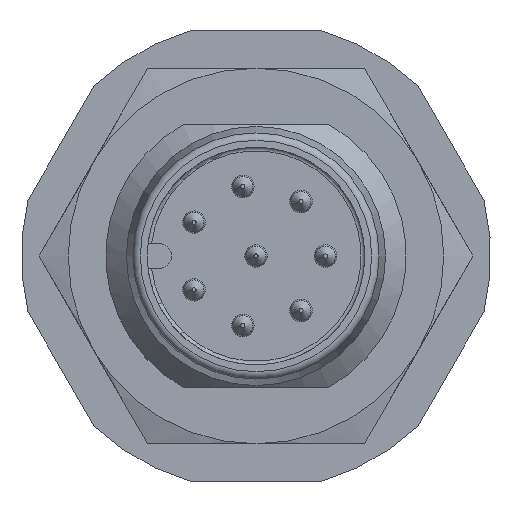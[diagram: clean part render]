
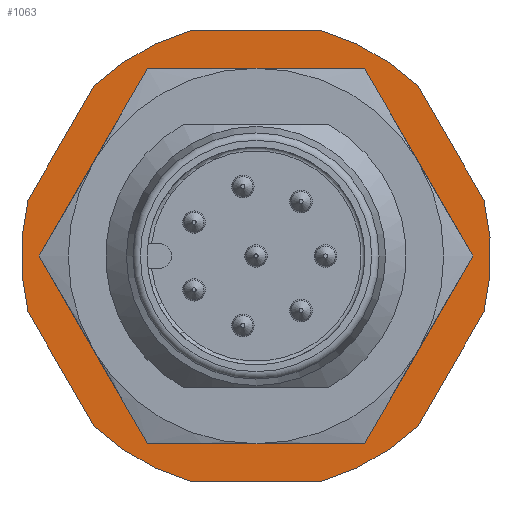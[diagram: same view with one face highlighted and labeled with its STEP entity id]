
A CAD part, front view. The second image highlights one B-rep face of the part: STEP entity #1063.
In plain terms, the highlighted planar face has unit normal (0, -1, 0).
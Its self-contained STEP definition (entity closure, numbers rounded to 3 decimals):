
#182=PLANE('',#3661);
#376=FACE_BOUND('',#1504,.T.);
#377=FACE_BOUND('',#1505,.T.);
#621=LINE('',#5977,#837);
#624=LINE('',#5985,#840);
#627=LINE('',#5993,#843);
#630=LINE('',#6001,#846);
#633=LINE('',#6009,#849);
#636=LINE('',#6017,#852);
#837=VECTOR('',#4467,1.);
#840=VECTOR('',#4476,1.);
#843=VECTOR('',#4485,1.);
#846=VECTOR('',#4494,1.);
#849=VECTOR('',#4503,1.);
#852=VECTOR('',#4512,1.);
#1063=ADVANCED_FACE('',(#376,#377),#182,.F.);
#1504=EDGE_LOOP('',(#2457));
#1505=EDGE_LOOP('',(#2458,#2459,#2460,#2461,#2462,#2463,#2464,#2465,#2466,
#2467,#2468,#2469));
#2457=ORIENTED_EDGE('',*,*,#2901,.T.);
#2458=ORIENTED_EDGE('',*,*,#3220,.T.);
#2459=ORIENTED_EDGE('',*,*,#3218,.T.);
#2460=ORIENTED_EDGE('',*,*,#3216,.T.);
#2461=ORIENTED_EDGE('',*,*,#3214,.T.);
#2462=ORIENTED_EDGE('',*,*,#3212,.T.);
#2463=ORIENTED_EDGE('',*,*,#3210,.T.);
#2464=ORIENTED_EDGE('',*,*,#3208,.T.);
#2465=ORIENTED_EDGE('',*,*,#3206,.T.);
#2466=ORIENTED_EDGE('',*,*,#3204,.T.);
#2467=ORIENTED_EDGE('',*,*,#3202,.T.);
#2468=ORIENTED_EDGE('',*,*,#3200,.T.);
#2469=ORIENTED_EDGE('',*,*,#3198,.T.);
#2560=VERTEX_POINT('',#5098);
#2776=VERTEX_POINT('',#5976);
#2777=VERTEX_POINT('',#5978);
#2778=VERTEX_POINT('',#5982);
#2779=VERTEX_POINT('',#5986);
#2780=VERTEX_POINT('',#5990);
#2781=VERTEX_POINT('',#5994);
#2782=VERTEX_POINT('',#5998);
#2783=VERTEX_POINT('',#6002);
#2784=VERTEX_POINT('',#6006);
#2785=VERTEX_POINT('',#6010);
#2786=VERTEX_POINT('',#6014);
#2787=VERTEX_POINT('',#6018);
#2901=EDGE_CURVE('',#2560,#2560,#3284,.T.);
#3198=EDGE_CURVE('',#2777,#2776,#621,.T.);
#3200=EDGE_CURVE('',#2778,#2777,#3334,.T.);
#3202=EDGE_CURVE('',#2779,#2778,#624,.T.);
#3204=EDGE_CURVE('',#2780,#2779,#3335,.T.);
#3206=EDGE_CURVE('',#2781,#2780,#627,.T.);
#3208=EDGE_CURVE('',#2782,#2781,#3336,.T.);
#3210=EDGE_CURVE('',#2783,#2782,#630,.T.);
#3212=EDGE_CURVE('',#2784,#2783,#3337,.T.);
#3214=EDGE_CURVE('',#2785,#2784,#633,.T.);
#3216=EDGE_CURVE('',#2786,#2785,#3338,.T.);
#3218=EDGE_CURVE('',#2787,#2786,#636,.T.);
#3220=EDGE_CURVE('',#2776,#2787,#3339,.T.);
#3284=CIRCLE('',#3467,3.95);
#3334=CIRCLE('',#3644,6.25);
#3335=CIRCLE('',#3647,6.25);
#3336=CIRCLE('',#3650,6.25);
#3337=CIRCLE('',#3653,6.25);
#3338=CIRCLE('',#3656,6.25);
#3339=CIRCLE('',#3659,6.25);
#3467=AXIS2_PLACEMENT_3D('',#5097,#3948,#3949);
#3644=AXIS2_PLACEMENT_3D('',#5981,#4471,#4472);
#3647=AXIS2_PLACEMENT_3D('',#5989,#4480,#4481);
#3650=AXIS2_PLACEMENT_3D('',#5997,#4489,#4490);
#3653=AXIS2_PLACEMENT_3D('',#6005,#4498,#4499);
#3656=AXIS2_PLACEMENT_3D('',#6013,#4507,#4508);
#3659=AXIS2_PLACEMENT_3D('',#6021,#4516,#4517);
#3661=AXIS2_PLACEMENT_3D('',#6023,#4520,#4521);
#3948=DIRECTION('',(0.,1.,0.));
#3949=DIRECTION('',(0.,0.,1.));
#4467=DIRECTION('',(0.5,0.,-0.866));
#4471=DIRECTION('',(0.,-1.,0.));
#4472=DIRECTION('',(-1.,0.,0.));
#4476=DIRECTION('',(-0.5,0.,-0.866));
#4480=DIRECTION('',(0.,-1.,0.));
#4481=DIRECTION('',(-1.,0.,0.));
#4485=DIRECTION('',(-1.,0.,0.));
#4489=DIRECTION('',(0.,-1.,0.));
#4490=DIRECTION('',(-1.,0.,0.));
#4494=DIRECTION('',(-0.5,0.,0.866));
#4498=DIRECTION('',(0.,-1.,0.));
#4499=DIRECTION('',(-1.,0.,0.));
#4503=DIRECTION('',(0.5,0.,0.866));
#4507=DIRECTION('',(0.,-1.,0.));
#4508=DIRECTION('',(-1.,0.,0.));
#4512=DIRECTION('',(1.,0.,0.));
#4516=DIRECTION('',(0.,-1.,0.));
#4517=DIRECTION('',(-1.,0.,0.));
#4520=DIRECTION('',(0.,1.,0.));
#4521=DIRECTION('',(0.,0.,-1.));
#5097=CARTESIAN_POINT('',(0.,9.7,0.));
#5098=CARTESIAN_POINT('',(0.,9.7,3.95));
#5976=CARTESIAN_POINT('',(-4.321,9.7,-4.516));
#5977=CARTESIAN_POINT('',(-6.071,9.7,-1.484));
#5978=CARTESIAN_POINT('',(-6.071,9.7,-1.484));
#5981=CARTESIAN_POINT('',(0.,9.7,0.));
#5982=CARTESIAN_POINT('',(-6.071,9.7,1.484));
#5985=CARTESIAN_POINT('',(-4.321,9.7,4.516));
#5986=CARTESIAN_POINT('',(-4.321,9.7,4.516));
#5989=CARTESIAN_POINT('',(0.,9.7,0.));
#5990=CARTESIAN_POINT('',(-1.75,9.7,6.));
#5993=CARTESIAN_POINT('',(1.75,9.7,6.));
#5994=CARTESIAN_POINT('',(1.75,9.7,6.));
#5997=CARTESIAN_POINT('',(0.,9.7,0.));
#5998=CARTESIAN_POINT('',(4.321,9.7,4.516));
#6001=CARTESIAN_POINT('',(6.071,9.7,1.484));
#6002=CARTESIAN_POINT('',(6.071,9.7,1.484));
#6005=CARTESIAN_POINT('',(0.,9.7,0.));
#6006=CARTESIAN_POINT('',(6.071,9.7,-1.484));
#6009=CARTESIAN_POINT('',(4.321,9.7,-4.516));
#6010=CARTESIAN_POINT('',(4.321,9.7,-4.516));
#6013=CARTESIAN_POINT('',(0.,9.7,0.));
#6014=CARTESIAN_POINT('',(1.75,9.7,-6.));
#6017=CARTESIAN_POINT('',(0.,9.7,-6.));
#6018=CARTESIAN_POINT('',(-1.75,9.7,-6.));
#6021=CARTESIAN_POINT('',(0.,9.7,0.));
#6023=CARTESIAN_POINT('',(-7.,9.7,0.));
